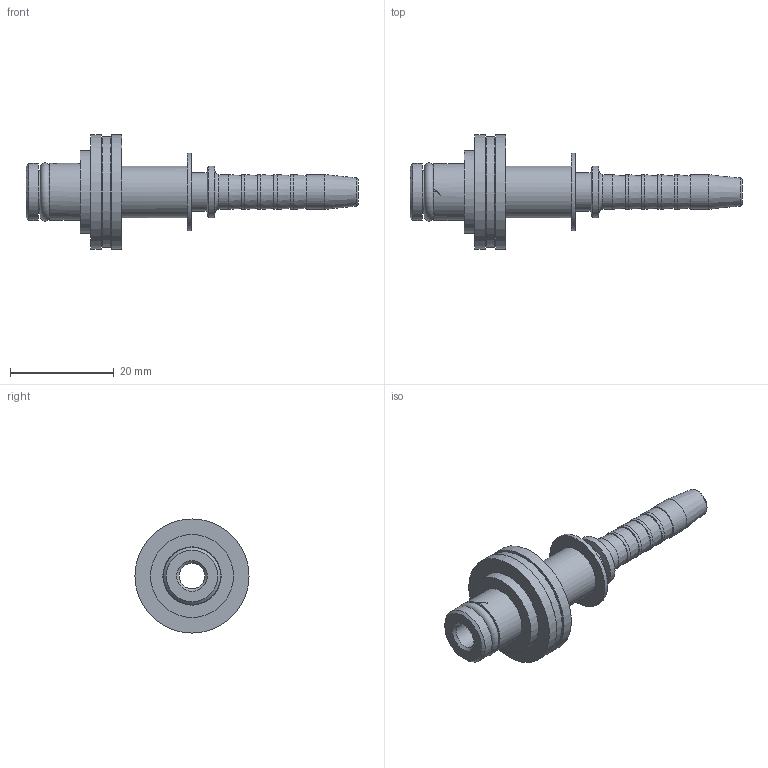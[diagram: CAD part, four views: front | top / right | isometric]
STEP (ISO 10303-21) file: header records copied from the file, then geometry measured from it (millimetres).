
FILE_DESCRIPTION(/* description */ ('Unknown'),/* implementation_level */ '2;1');
FILE_NAME(/* name */ '31694',/* time_stamp */ '2018-11-12T16:51:38+01:00',/* author */ ('Unknown'),/* organization */ ('Unknown'),/* preprocessor_version */ 'ST-DEVELOPER v16.7',/* originating_system */ 'DEX',/* authorisation */ $);
FILE_SCHEMA (('AUTOMOTIVE_DESIGN {1 0 10303 214 3 1 1}'));
Length unit declared in the file: millimetre
Products named in the file (1): Part6
Bounding box: 64 x 22 x 22 mm (x, y, z)
Volume: 4580.6 mm3; surface area: 5640.3 mm2
Topology: 2 solids, 2 shells, 146 faces, 289 edges, 189 vertices
Faces by surface type: plane 81, cylinder 53, cone 9, torus 3
Full cylindrical faces by diameter (mm): 4.9 x1, 6.7 x6, 7.5 x1, 8.2 x2, 10 x3, 10.099 x1, 10.1 x1, 11 x2, 16 x1, 21.4 x1, 21.998 x1, 22 x1
Entity records: 4546 total; most frequent: DIRECTION 660, CARTESIAN_POINT 570, ORIENTED_EDGE 490, AXIS2_PLACEMENT_3D 269, EDGE_CURVE 245, EDGE_LOOP 224, FACE_BOUND 224, VERTEX_POINT 179
